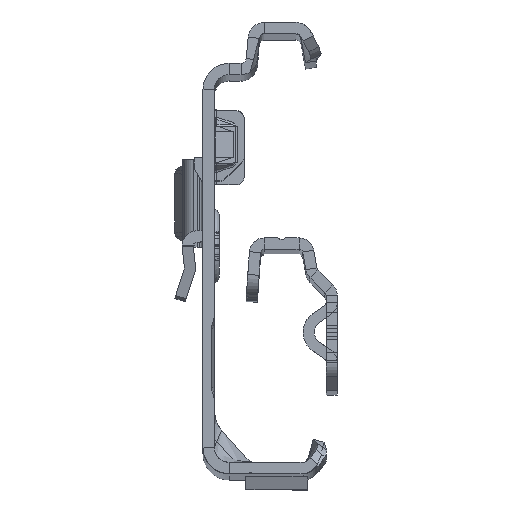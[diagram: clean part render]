
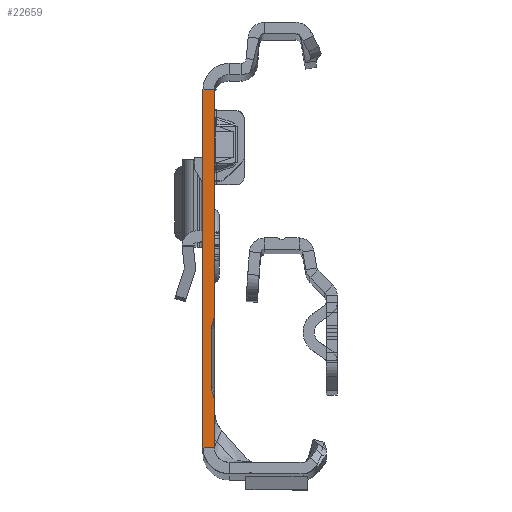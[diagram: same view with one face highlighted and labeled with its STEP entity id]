
A CAD part, top view. The second image highlights one B-rep face of the part: STEP entity #22659.
In plain terms, the highlighted planar face has unit normal (0, 0, 1).
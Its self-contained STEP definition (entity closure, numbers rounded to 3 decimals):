
#16 = CARTESIAN_POINT ( 'NONE',  ( 0.6, -17.865, 0. ) ) ;
#827 = CARTESIAN_POINT ( 'NONE',  ( -0.234, -18.442, 0. ) ) ;
#1633 = CARTESIAN_POINT ( 'NONE',  ( -2.5, -19.499, 0. ) ) ;
#1856 = VERTEX_POINT ( 'NONE', #7927 ) ;
#1861 = VERTEX_POINT ( 'NONE', #15951 ) ;
#2152 = CARTESIAN_POINT ( 'NONE',  ( -1.5, -25.865, 0. ) ) ;
#2195 = LINE ( 'NONE', #8701, #9068 ) ;
#3275 = VECTOR ( 'NONE', #25937, 1000. ) ;
#3599 = ORIENTED_EDGE ( 'NONE', *, *, #22100, .T. ) ;
#4312 = DIRECTION ( 'NONE',  ( 0., -1., 0. ) ) ;
#4540 = ORIENTED_EDGE ( 'NONE', *, *, #24326, .F. ) ;
#4658 = CARTESIAN_POINT ( 'NONE',  ( 0., 22.135, 0. ) ) ;
#4742 = EDGE_CURVE ( 'NONE', #1861, #14076, #25115, .T. ) ;
#5758 = ORIENTED_EDGE ( 'NONE', *, *, #18152, .F. ) ;
#6213 = VERTEX_POINT ( 'NONE', #13390 ) ;
#6233 = DIRECTION ( 'NONE',  ( -1., 0., 0. ) ) ;
#6316 = AXIS2_PLACEMENT_3D ( 'NONE', #9063, #19149, #23357 ) ;
#6481 = EDGE_CURVE ( 'NONE', #21896, #6895, #20295, .T. ) ;
#6895 = VERTEX_POINT ( 'NONE', #13117 ) ;
#7094 = CARTESIAN_POINT ( 'NONE',  ( 0., 24.135, 0. ) ) ;
#7449 = LINE ( 'NONE', #26496, #10855 ) ;
#7750 = CARTESIAN_POINT ( 'NONE',  ( 0., 22.135, 0. ) ) ;
#7927 = CARTESIAN_POINT ( 'NONE',  ( -1.5, 22.135, 0. ) ) ;
#8018 = ORIENTED_EDGE ( 'NONE', *, *, #17646, .F. ) ;
#8562 = DIRECTION ( 'NONE',  ( 0., -1., 0. ) ) ;
#8701 = CARTESIAN_POINT ( 'NONE',  ( 0., 24.135, 0. ) ) ;
#8719 = VECTOR ( 'NONE', #12944, 1000. ) ;
#9063 = CARTESIAN_POINT ( 'NONE',  ( 0.6, -9.865, 0. ) ) ;
#9068 = VECTOR ( 'NONE', #8562, 1000. ) ;
#9881 = AXIS2_PLACEMENT_3D ( 'NONE', #10997, #24888, #6233 ) ;
#10086 = EDGE_CURVE ( 'NONE', #10384, #1856, #10497, .T. ) ;
#10245 = VERTEX_POINT ( 'NONE', #827 ) ;
#10384 = VERTEX_POINT ( 'NONE', #7750 ) ;
#10396 = EDGE_CURVE ( 'NONE', #10245, #14924, #20921, .T. ) ;
#10416 = EDGE_LOOP ( 'NONE', ( #20361, #5758, #18671, #3599, #21964, #17198, #11225, #15482, #23306, #11639, #8018, #4540 ) ) ;
#10497 = LINE ( 'NONE', #4658, #8719 ) ;
#10855 = VECTOR ( 'NONE', #11664, 1000. ) ;
#10997 = CARTESIAN_POINT ( 'NONE',  ( -2.5, -8.231, 0. ) ) ;
#11004 = LINE ( 'NONE', #15207, #22841 ) ;
#11225 = ORIENTED_EDGE ( 'NONE', *, *, #10396, .F. ) ;
#11595 = DIRECTION ( 'NONE',  ( 0., 0., 1. ) ) ;
#11639 = ORIENTED_EDGE ( 'NONE', *, *, #24889, .F. ) ;
#11664 = DIRECTION ( 'NONE',  ( 0.423, -0.906, 0. ) ) ;
#12944 = DIRECTION ( 'NONE',  ( -1., 0., 0. ) ) ;
#13117 = CARTESIAN_POINT ( 'NONE',  ( -0.306, -18.288, 0. ) ) ;
#13316 = CARTESIAN_POINT ( 'NONE',  ( -0.4, -9.865, 0. ) ) ;
#13386 = VERTEX_POINT ( 'NONE', #2152 ) ;
#13390 = CARTESIAN_POINT ( 'NONE',  ( -0.306, -9.443, 0. ) ) ;
#14057 = VECTOR ( 'NONE', #23566, 1000. ) ;
#14076 = VERTEX_POINT ( 'NONE', #26823 ) ;
#14214 = EDGE_CURVE ( 'NONE', #23621, #13386, #25481, .T. ) ;
#14625 = LINE ( 'NONE', #22947, #26925 ) ;
#14868 = CARTESIAN_POINT ( 'NONE',  ( 0., -25.865, 0. ) ) ;
#14924 = VERTEX_POINT ( 'NONE', #17803 ) ;
#14987 = DIRECTION ( 'NONE',  ( 1., 0., 0. ) ) ;
#15207 = CARTESIAN_POINT ( 'NONE',  ( -0.234, -9.288, 0. ) ) ;
#15482 = ORIENTED_EDGE ( 'NONE', *, *, #21933, .F. ) ;
#15527 = AXIS2_PLACEMENT_3D ( 'NONE', #16, #21112, #14987 ) ;
#15951 = CARTESIAN_POINT ( 'NONE',  ( 0., -8.231, 0. ) ) ;
#16103 = AXIS2_PLACEMENT_3D ( 'NONE', #1633, #16176, #24369 ) ;
#16176 = DIRECTION ( 'NONE',  ( 0., 0., -1. ) ) ;
#17109 = CARTESIAN_POINT ( 'NONE',  ( -0.4, -17.865, 0. ) ) ;
#17133 = EDGE_CURVE ( 'NONE', #14924, #23621, #2195, .T. ) ;
#17198 = ORIENTED_EDGE ( 'NONE', *, *, #17133, .F. ) ;
#17646 = EDGE_CURVE ( 'NONE', #6213, #20002, #20665, .T. ) ;
#17803 = CARTESIAN_POINT ( 'NONE',  ( 0., -19.499, 0. ) ) ;
#18152 = EDGE_CURVE ( 'NONE', #10384, #1861, #25748, .T. ) ;
#18671 = ORIENTED_EDGE ( 'NONE', *, *, #10086, .T. ) ;
#19149 = DIRECTION ( 'NONE',  ( 0., 0., 1. ) ) ;
#19424 = DIRECTION ( 'NONE',  ( -0.423, -0.906, 0. ) ) ;
#20002 = VERTEX_POINT ( 'NONE', #13316 ) ;
#20145 = CARTESIAN_POINT ( 'NONE',  ( -1.5, 24.135, 0. ) ) ;
#20295 = CIRCLE ( 'NONE', #15527, 1. ) ;
#20361 = ORIENTED_EDGE ( 'NONE', *, *, #4742, .F. ) ;
#20665 = CIRCLE ( 'NONE', #6316, 1. ) ;
#20921 = CIRCLE ( 'NONE', #16103, 2.5 ) ;
#21112 = DIRECTION ( 'NONE',  ( 0., 0., 1. ) ) ;
#21515 = CARTESIAN_POINT ( 'NONE',  ( 0., -25.865, 0. ) ) ;
#21896 = VERTEX_POINT ( 'NONE', #17109 ) ;
#21933 = EDGE_CURVE ( 'NONE', #6895, #10245, #7449, .T. ) ;
#21964 = ORIENTED_EDGE ( 'NONE', *, *, #14214, .F. ) ;
#22057 = DIRECTION ( 'NONE',  ( 0., -1., 0. ) ) ;
#22100 = EDGE_CURVE ( 'NONE', #1856, #13386, #14625, .T. ) ;
#22194 = PLANE ( 'NONE',  #22997 ) ;
#22659 = ADVANCED_FACE ( 'NONE', ( #24770 ), #22194, .T. ) ;
#22841 = VECTOR ( 'NONE', #19424, 1000. ) ;
#22947 = CARTESIAN_POINT ( 'NONE',  ( -1.5, 24.135, 0. ) ) ;
#22997 = AXIS2_PLACEMENT_3D ( 'NONE', #20145, #11595, #22057 ) ;
#23306 = ORIENTED_EDGE ( 'NONE', *, *, #6481, .F. ) ;
#23357 = DIRECTION ( 'NONE',  ( -1., 0., 0. ) ) ;
#23493 = LINE ( 'NONE', #23759, #3275 ) ;
#23566 = DIRECTION ( 'NONE',  ( -1., 0., 0. ) ) ;
#23621 = VERTEX_POINT ( 'NONE', #14868 ) ;
#23702 = DIRECTION ( 'NONE',  ( 0., -1., 0. ) ) ;
#23759 = CARTESIAN_POINT ( 'NONE',  ( -0.4, -9.865, 0. ) ) ;
#24326 = EDGE_CURVE ( 'NONE', #14076, #6213, #11004, .T. ) ;
#24369 = DIRECTION ( 'NONE',  ( 1., 0., 0. ) ) ;
#24770 = FACE_OUTER_BOUND ( 'NONE', #10416, .T. ) ;
#24888 = DIRECTION ( 'NONE',  ( 0., 0., -1. ) ) ;
#24889 = EDGE_CURVE ( 'NONE', #20002, #21896, #23493, .T. ) ;
#25115 = CIRCLE ( 'NONE', #9881, 2.5 ) ;
#25481 = LINE ( 'NONE', #21515, #14057 ) ;
#25748 = LINE ( 'NONE', #7094, #25915 ) ;
#25915 = VECTOR ( 'NONE', #23702, 1000. ) ;
#25937 = DIRECTION ( 'NONE',  ( 0., -1., 0. ) ) ;
#26496 = CARTESIAN_POINT ( 'NONE',  ( -0.234, -18.442, 0. ) ) ;
#26823 = CARTESIAN_POINT ( 'NONE',  ( -0.234, -9.288, 0. ) ) ;
#26925 = VECTOR ( 'NONE', #4312, 1000. ) ;
